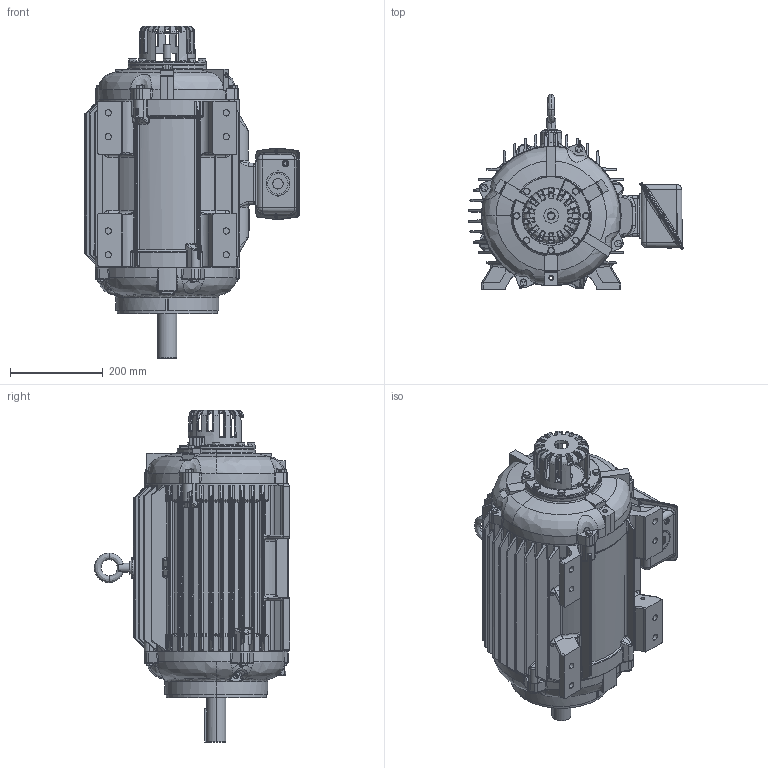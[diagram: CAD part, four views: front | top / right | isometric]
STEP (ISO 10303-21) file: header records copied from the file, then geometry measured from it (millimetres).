
FILE_DESCRIPTION (( 'STEP AP214' ), '1' );
FILE_NAME ('Y552-A772.STEP', '2022-01-13T15:59:58', ( '' ), ( '' ), 'SwSTEP 2.0', 'SolidWorks 2017', '' );
FILE_SCHEMA (( 'AUTOMOTIVE_DESIGN' ));
Length unit declared in the file: inch
Products named in the file (1): Y552-A772
Bounding box: 463.04 x 419.97 x 714.27 mm (x, y, z)
Volume: 10096212.8 mm3; surface area: 2377358.1 mm2
Topology: 37 solids, 37 shells, 4021 faces, 10261 edges, 6294 vertices
Faces by surface type: bspline 1390, cylinder 1101, plane 1060, cone 470
Entity records: 197401 total; most frequent: CARTESIAN_POINT 110389, ORIENTED_EDGE 20266, DIRECTION 15195, EDGE_CURVE 10133, VERTEX_POINT 6294, AXIS2_PLACEMENT_3D 5838, EDGE_LOOP 4303, ADVANCED_FACE 4021
